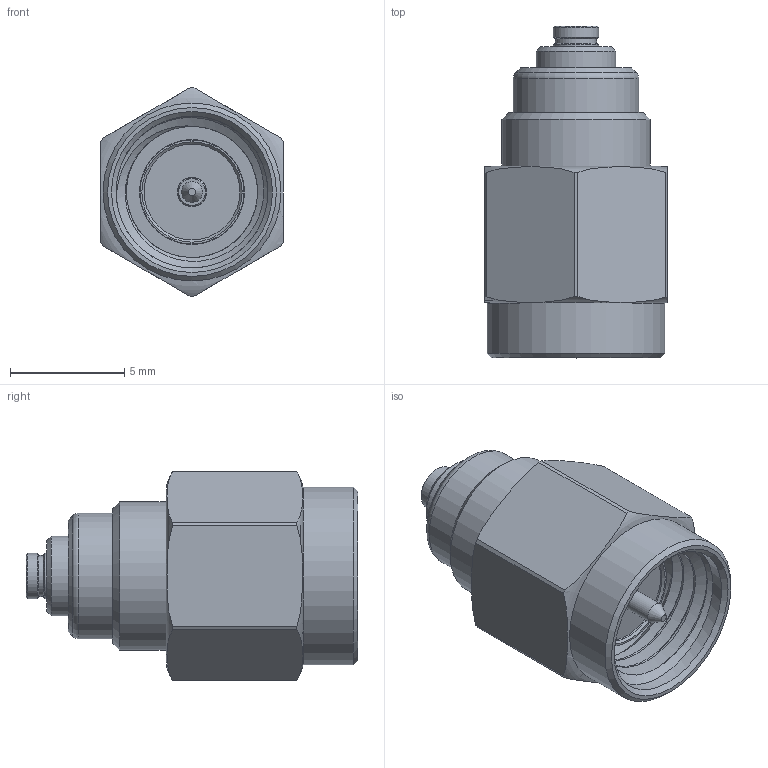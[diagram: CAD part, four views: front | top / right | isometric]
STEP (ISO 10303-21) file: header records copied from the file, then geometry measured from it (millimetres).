
FILE_DESCRIPTION(/* description */ ('Unknown'),/* implementation_level */ '2;1');
FILE_NAME(/* name */ '64403236111000',/* time_stamp */ '2020-07-27T14:20:31+02:00',/* author */ ('Unknown'),/* organization */ ('Unknown'),/* preprocessor_version */ 'ST-DEVELOPER v16.7',/* originating_system */ 'DEX',/* authorisation */ $);
FILE_SCHEMA (('AUTOMOTIVE_DESIGN {1 0 10303 214 3 1 1}'));
Length unit declared in the file: millimetre
Products named in the file (1): 64403236111000
Bounding box: 8 x 14.55 x 9.14 mm (x, y, z)
Volume: 433.2 mm3; surface area: 841.2 mm2
Topology: 1 solids, 1 shells, 89 faces, 196 edges, 128 vertices
Faces by surface type: plane 39, cylinder 28, cone 16, torus 4, bspline 2
Full cylindrical faces by diameter (mm): 0.5 x1, 0.93 x1, 1.27 x1, 1.3 x1, 1.46 x1, 1.6 x1, 1.8 x1, 2 x2, 3.5 x1, 4.2 x1, 4.56 x2, 4.6 x1, 4.84 x1, 5.5 x1, 6 x1, 6.48 x1, 6.5 x1, 6.66 x5, 7 x1, 7.8 x1
Entity records: 3145 total; most frequent: CARTESIAN_POINT 935, DIRECTION 332, ORIENTED_EDGE 250, AXIS2_PLACEMENT_3D 155, EDGE_LOOP 150, FACE_BOUND 150, EDGE_CURVE 125, VERTEX_POINT 103
